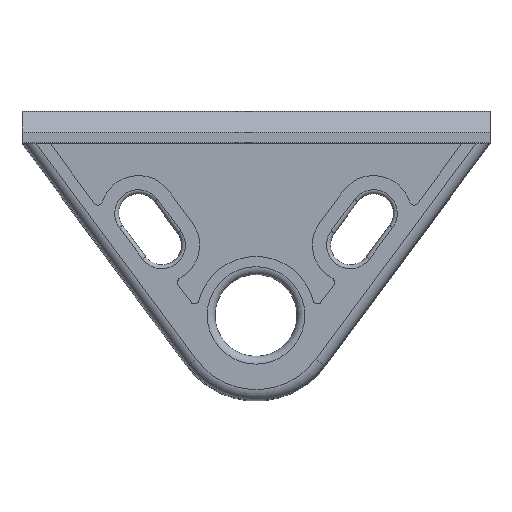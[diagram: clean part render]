
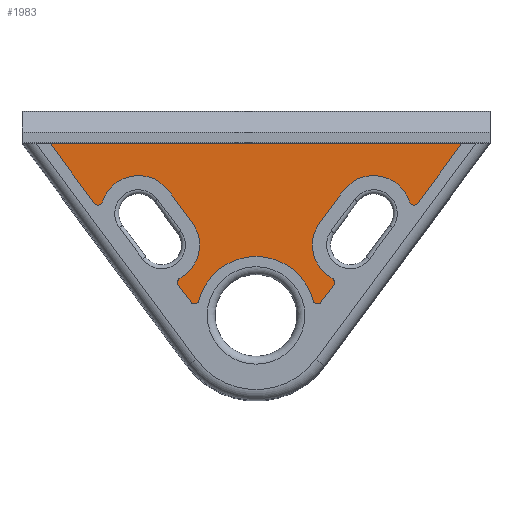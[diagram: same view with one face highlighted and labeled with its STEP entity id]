
A CAD part, top view. The second image highlights one B-rep face of the part: STEP entity #1983.
In plain terms, the highlighted planar face has unit normal (0, 0, 1).
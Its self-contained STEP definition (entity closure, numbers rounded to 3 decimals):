
#135=FACE_OUTER_BOUND('',#248,.T.);
#248=EDGE_LOOP('',(#1501,#1502,#1503,#1504,#1505,#1506,#1507,#1508,#1509,
#1510,#1511,#1512,#1513,#1514,#1515,#1516,#1517,#1518,#1519,#1520,#1521,
#1522));
#352=CIRCLE('',#2180,0.59);
#353=CIRCLE('',#2182,4.85);
#354=CIRCLE('',#2185,4.85);
#355=CIRCLE('',#2188,0.59);
#356=CIRCLE('',#2191,0.59);
#357=CIRCLE('',#2193,7.56);
#358=CIRCLE('',#2195,0.59);
#359=CIRCLE('',#2198,0.59);
#360=CIRCLE('',#2201,4.85);
#361=CIRCLE('',#2204,4.85);
#362=CIRCLE('',#2206,0.59);
#491=LINE('',#3197,#669);
#494=LINE('',#3202,#672);
#496=LINE('',#3206,#674);
#500=LINE('',#3218,#678);
#503=LINE('',#3226,#681);
#506=LINE('',#3234,#684);
#511=LINE('',#3250,#689);
#514=LINE('',#3258,#692);
#517=LINE('',#3266,#695);
#521=LINE('',#3278,#699);
#522=LINE('',#3280,#700);
#669=VECTOR('',#2557,1000.);
#672=VECTOR('',#2562,1000.);
#674=VECTOR('',#2566,1000.);
#678=VECTOR('',#2580,1000.);
#681=VECTOR('',#2589,1000.);
#684=VECTOR('',#2598,1000.);
#689=VECTOR('',#2617,1000.);
#692=VECTOR('',#2626,1000.);
#695=VECTOR('',#2635,1000.);
#699=VECTOR('',#2649,1000.);
#700=VECTOR('',#2652,1000.);
#876=VERTEX_POINT('',#3194);
#877=VERTEX_POINT('',#3196);
#878=VERTEX_POINT('',#3200);
#879=VERTEX_POINT('',#3204);
#880=VERTEX_POINT('',#3208);
#881=VERTEX_POINT('',#3212);
#882=VERTEX_POINT('',#3216);
#883=VERTEX_POINT('',#3220);
#884=VERTEX_POINT('',#3224);
#885=VERTEX_POINT('',#3228);
#886=VERTEX_POINT('',#3232);
#887=VERTEX_POINT('',#3236);
#888=VERTEX_POINT('',#3240);
#889=VERTEX_POINT('',#3244);
#890=VERTEX_POINT('',#3248);
#891=VERTEX_POINT('',#3252);
#892=VERTEX_POINT('',#3256);
#893=VERTEX_POINT('',#3260);
#894=VERTEX_POINT('',#3264);
#895=VERTEX_POINT('',#3268);
#896=VERTEX_POINT('',#3272);
#897=VERTEX_POINT('',#3276);
#1080=EDGE_CURVE('',#877,#876,#491,.T.);
#1083=EDGE_CURVE('',#876,#878,#494,.T.);
#1085=EDGE_CURVE('',#878,#879,#496,.T.);
#1087=EDGE_CURVE('',#879,#880,#352,.T.);
#1089=EDGE_CURVE('',#881,#880,#353,.T.);
#1091=EDGE_CURVE('',#881,#882,#500,.T.);
#1093=EDGE_CURVE('',#883,#882,#354,.T.);
#1095=EDGE_CURVE('',#883,#884,#503,.T.);
#1097=EDGE_CURVE('',#884,#885,#355,.T.);
#1099=EDGE_CURVE('',#885,#886,#506,.T.);
#1101=EDGE_CURVE('',#886,#887,#356,.T.);
#1103=EDGE_CURVE('',#888,#887,#357,.T.);
#1105=EDGE_CURVE('',#888,#889,#358,.T.);
#1107=EDGE_CURVE('',#889,#890,#511,.T.);
#1109=EDGE_CURVE('',#890,#891,#359,.T.);
#1111=EDGE_CURVE('',#891,#892,#514,.T.);
#1113=EDGE_CURVE('',#893,#892,#360,.T.);
#1115=EDGE_CURVE('',#893,#894,#517,.T.);
#1117=EDGE_CURVE('',#895,#894,#361,.T.);
#1119=EDGE_CURVE('',#895,#896,#362,.T.);
#1121=EDGE_CURVE('',#896,#897,#521,.T.);
#1122=EDGE_CURVE('',#897,#877,#522,.T.);
#1501=ORIENTED_EDGE('',*,*,#1080,.T.);
#1502=ORIENTED_EDGE('',*,*,#1083,.T.);
#1503=ORIENTED_EDGE('',*,*,#1085,.T.);
#1504=ORIENTED_EDGE('',*,*,#1087,.T.);
#1505=ORIENTED_EDGE('',*,*,#1089,.F.);
#1506=ORIENTED_EDGE('',*,*,#1091,.T.);
#1507=ORIENTED_EDGE('',*,*,#1093,.F.);
#1508=ORIENTED_EDGE('',*,*,#1095,.T.);
#1509=ORIENTED_EDGE('',*,*,#1097,.T.);
#1510=ORIENTED_EDGE('',*,*,#1099,.T.);
#1511=ORIENTED_EDGE('',*,*,#1101,.T.);
#1512=ORIENTED_EDGE('',*,*,#1103,.F.);
#1513=ORIENTED_EDGE('',*,*,#1105,.T.);
#1514=ORIENTED_EDGE('',*,*,#1107,.T.);
#1515=ORIENTED_EDGE('',*,*,#1109,.T.);
#1516=ORIENTED_EDGE('',*,*,#1111,.T.);
#1517=ORIENTED_EDGE('',*,*,#1113,.F.);
#1518=ORIENTED_EDGE('',*,*,#1115,.T.);
#1519=ORIENTED_EDGE('',*,*,#1117,.F.);
#1520=ORIENTED_EDGE('',*,*,#1119,.T.);
#1521=ORIENTED_EDGE('',*,*,#1121,.T.);
#1522=ORIENTED_EDGE('',*,*,#1122,.T.);
#1806=PLANE('',#2209);
#1983=ADVANCED_FACE('',(#135),#1806,.T.);
#2180=AXIS2_PLACEMENT_3D('',#3210,#2570,#2571);
#2182=AXIS2_PLACEMENT_3D('',#3214,#2575,#2576);
#2185=AXIS2_PLACEMENT_3D('',#3222,#2584,#2585);
#2188=AXIS2_PLACEMENT_3D('',#3230,#2593,#2594);
#2191=AXIS2_PLACEMENT_3D('',#3238,#2602,#2603);
#2193=AXIS2_PLACEMENT_3D('',#3242,#2607,#2608);
#2195=AXIS2_PLACEMENT_3D('',#3246,#2612,#2613);
#2198=AXIS2_PLACEMENT_3D('',#3254,#2621,#2622);
#2201=AXIS2_PLACEMENT_3D('',#3262,#2630,#2631);
#2204=AXIS2_PLACEMENT_3D('',#3270,#2639,#2640);
#2206=AXIS2_PLACEMENT_3D('',#3274,#2644,#2645);
#2209=AXIS2_PLACEMENT_3D('',#3281,#2653,#2654);
#2557=DIRECTION('',(-1.,0.,0.));
#2562=DIRECTION('',(0.595,-0.804,0.));
#2566=DIRECTION('',(0.679,-0.734,0.));
#2570=DIRECTION('center_axis',(0.,0.,1.));
#2571=DIRECTION('ref_axis',(1.,0.,0.));
#2575=DIRECTION('center_axis',(0.,0.,1.));
#2576=DIRECTION('ref_axis',(1.,0.,0.));
#2580=DIRECTION('',(0.595,-0.804,0.));
#2584=DIRECTION('center_axis',(0.,0.,1.));
#2585=DIRECTION('ref_axis',(1.,0.,0.));
#2589=DIRECTION('',(-0.858,-0.514,0.));
#2593=DIRECTION('center_axis',(0.,0.,1.));
#2594=DIRECTION('ref_axis',(1.,0.,0.));
#2598=DIRECTION('',(0.596,-0.803,0.));
#2602=DIRECTION('center_axis',(0.,0.,1.));
#2603=DIRECTION('ref_axis',(1.,0.,0.));
#2607=DIRECTION('center_axis',(0.,0.,1.));
#2608=DIRECTION('ref_axis',(1.,0.,0.));
#2612=DIRECTION('center_axis',(0.,0.,1.));
#2613=DIRECTION('ref_axis',(1.,0.,0.));
#2617=DIRECTION('',(0.596,0.803,0.));
#2621=DIRECTION('center_axis',(0.,0.,1.));
#2622=DIRECTION('ref_axis',(1.,0.,0.));
#2626=DIRECTION('',(-0.858,0.514,0.));
#2630=DIRECTION('center_axis',(0.,0.,1.));
#2631=DIRECTION('ref_axis',(1.,0.,0.));
#2635=DIRECTION('',(0.595,0.804,0.));
#2639=DIRECTION('center_axis',(0.,0.,1.));
#2640=DIRECTION('ref_axis',(1.,0.,0.));
#2644=DIRECTION('center_axis',(0.,0.,1.));
#2645=DIRECTION('ref_axis',(1.,0.,0.));
#2649=DIRECTION('',(0.679,0.734,0.));
#2652=DIRECTION('',(0.595,0.804,0.));
#2653=DIRECTION('center_axis',(0.,0.,1.));
#2654=DIRECTION('ref_axis',(1.,0.,0.));
#3194=CARTESIAN_POINT('',(3.63,33.,1.495));
#3196=CARTESIAN_POINT('',(56.37,33.,1.495));
#3197=CARTESIAN_POINT('',(56.37,33.,1.495));
#3200=CARTESIAN_POINT('',(9.27,25.38,1.495));
#3202=CARTESIAN_POINT('',(3.63,33.,1.495));
#3204=CARTESIAN_POINT('',(9.317,25.329,1.495));
#3206=CARTESIAN_POINT('',(9.27,25.38,1.495));
#3208=CARTESIAN_POINT('',(10.304,25.528,1.495));
#3210=CARTESIAN_POINT('Origin',(9.75,25.73,1.495));
#3212=CARTESIAN_POINT('',(18.828,26.955,1.495));
#3214=CARTESIAN_POINT('Origin',(14.93,24.07,1.495));
#3216=CARTESIAN_POINT('',(21.818,22.915,1.495));
#3218=CARTESIAN_POINT('',(18.828,26.955,1.495));
#3220=CARTESIAN_POINT('',(20.414,15.87,1.495));
#3222=CARTESIAN_POINT('Origin',(17.92,20.03,1.495));
#3224=CARTESIAN_POINT('',(20.207,15.746,1.495));
#3226=CARTESIAN_POINT('',(20.414,15.87,1.495));
#3228=CARTESIAN_POINT('',(20.036,14.888,1.495));
#3230=CARTESIAN_POINT('Origin',(20.51,15.24,1.495));
#3232=CARTESIAN_POINT('',(21.646,12.718,1.495));
#3234=CARTESIAN_POINT('',(20.036,14.888,1.495));
#3236=CARTESIAN_POINT('',(22.675,12.869,1.495));
#3238=CARTESIAN_POINT('Origin',(22.12,13.07,1.495));
#3240=CARTESIAN_POINT('',(37.325,12.869,1.495));
#3242=CARTESIAN_POINT('Origin',(30.,11.,1.495));
#3244=CARTESIAN_POINT('',(38.354,12.718,1.495));
#3246=CARTESIAN_POINT('Origin',(37.88,13.07,1.495));
#3248=CARTESIAN_POINT('',(39.964,14.888,1.495));
#3250=CARTESIAN_POINT('',(38.354,12.718,1.495));
#3252=CARTESIAN_POINT('',(39.793,15.746,1.495));
#3254=CARTESIAN_POINT('Origin',(39.49,15.24,1.495));
#3256=CARTESIAN_POINT('',(39.586,15.87,1.495));
#3258=CARTESIAN_POINT('',(39.793,15.746,1.495));
#3260=CARTESIAN_POINT('',(38.182,22.915,1.495));
#3262=CARTESIAN_POINT('Origin',(42.08,20.03,1.495));
#3264=CARTESIAN_POINT('',(41.172,26.955,1.495));
#3266=CARTESIAN_POINT('',(38.182,22.915,1.495));
#3268=CARTESIAN_POINT('',(49.696,25.528,1.495));
#3270=CARTESIAN_POINT('Origin',(45.07,24.07,1.495));
#3272=CARTESIAN_POINT('',(50.683,25.329,1.495));
#3274=CARTESIAN_POINT('Origin',(50.25,25.73,1.495));
#3276=CARTESIAN_POINT('',(50.73,25.38,1.495));
#3278=CARTESIAN_POINT('',(50.683,25.329,1.495));
#3280=CARTESIAN_POINT('',(50.73,25.38,1.495));
#3281=CARTESIAN_POINT('Origin',(9.75,25.73,1.495));
